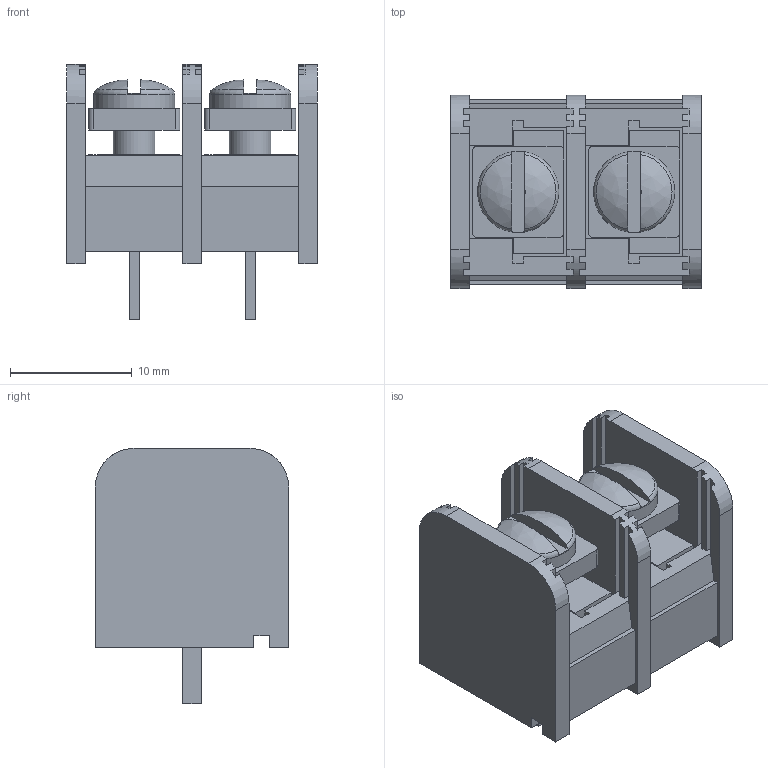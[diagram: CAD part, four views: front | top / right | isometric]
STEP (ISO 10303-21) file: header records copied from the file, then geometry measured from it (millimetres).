
FILE_DESCRIPTION(/* description */ (''),/* implementation_level */ '2;1');
FILE_NAME(/* name */ 'NC6-P108-02.step',/* time_stamp */ '2024-03-09T16:19:33-05:00',/* author */ (''),/* organization */ (''),/* preprocessor_version */ 'ST-DEVELOPER v20',/* originating_system */ 'Autodesk Translation Framework v12.20.1.177',/* authorisation */ '');
FILE_SCHEMA (('AUTOMOTIVE_DESIGN { 1 0 10303 214 3 1 1 }'));
Length unit declared in the file: millimetre
Products named in the file (1): (Unsaved)
Bounding box: 20.6 x 15.88 x 20.95 mm (x, y, z)
Volume: 3379.7 mm3; surface area: 2822.3 mm2
Topology: 3 solids, 3 shells, 210 faces, 574 edges, 378 vertices
Faces by surface type: plane 182, cylinder 22, bspline 4, torus 2
Full cylindrical faces by diameter (mm): 3.409 x2, 6.68 x2
Entity records: 6723 total; most frequent: CARTESIAN_POINT 1275, ORIENTED_EDGE 1148, DIRECTION 1080, EDGE_CURVE 574, LINE 466, VECTOR 466, VERTEX_POINT 378, AXIS2_PLACEMENT_3D 307
